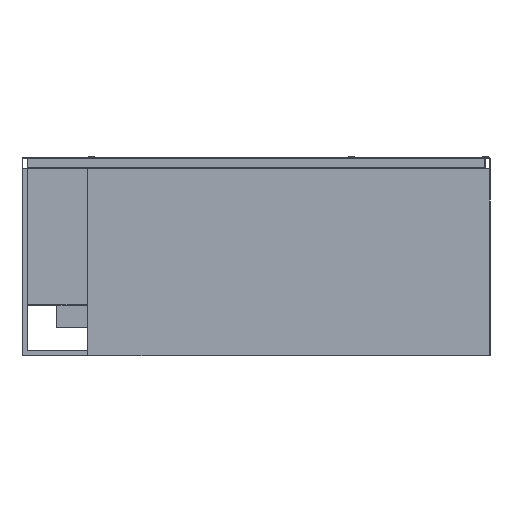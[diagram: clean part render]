
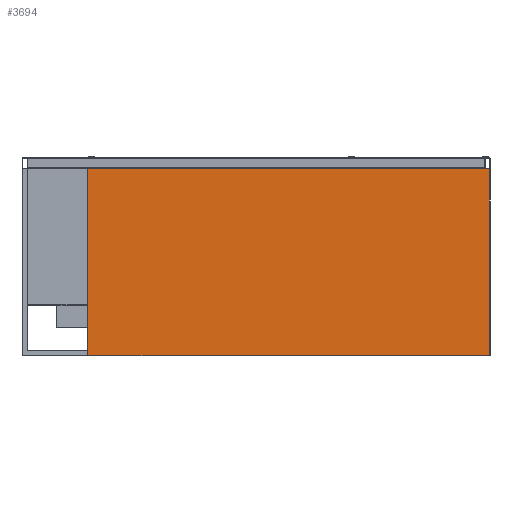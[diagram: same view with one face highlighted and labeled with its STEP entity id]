
A CAD part, front view. The second image highlights one B-rep face of the part: STEP entity #3694.
In plain terms, the highlighted planar face has unit normal (0, -1, 0).
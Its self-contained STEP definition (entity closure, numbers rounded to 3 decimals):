
#192 = CARTESIAN_POINT ( 'NONE',  ( -772.5, -230., -758. ) ) ;
#784 = DIRECTION ( 'NONE',  ( 0., 0., -1. ) ) ;
#866 = ORIENTED_EDGE ( 'NONE', *, *, #15698, .T. ) ;
#981 = CARTESIAN_POINT ( 'NONE',  ( -772.5, -230., -760. ) ) ;
#1091 = ORIENTED_EDGE ( 'NONE', *, *, #7600, .T. ) ;
#1602 = VERTEX_POINT ( 'NONE', #7907 ) ;
#2068 = VERTEX_POINT ( 'NONE', #5635 ) ;
#3197 = VERTEX_POINT ( 'NONE', #6763 ) ;
#3338 = LINE ( 'NONE', #6071, #12498 ) ;
#3694 = ADVANCED_FACE ( 'Fl�che8', ( #8452 ), #11804, .T. ) ;
#3896 = EDGE_LOOP ( 'NONE', ( #1091, #15444, #8049, #866 ) ) ;
#4391 = CARTESIAN_POINT ( 'NONE',  ( -770.5, -230., -42. ) ) ;
#5614 = DIRECTION ( 'NONE',  ( 0., -1., 0. ) ) ;
#5635 = CARTESIAN_POINT ( 'NONE',  ( 770.5, -230., -758. ) ) ;
#6071 = CARTESIAN_POINT ( 'NONE',  ( -772.5, -230., -42. ) ) ;
#6763 = CARTESIAN_POINT ( 'NONE',  ( -770.5, -230., -758. ) ) ;
#7600 = EDGE_CURVE ( 'NONE', #1602, #15778, #3338, .T. ) ;
#7865 = DIRECTION ( 'NONE',  ( 1., 0., 0. ) ) ;
#7907 = CARTESIAN_POINT ( 'NONE',  ( 770.5, -230., -42. ) ) ;
#8049 = ORIENTED_EDGE ( 'NONE', *, *, #13786, .T. ) ;
#8452 = FACE_OUTER_BOUND ( 'NONE', #3896, .T. ) ;
#10143 = AXIS2_PLACEMENT_3D ( 'NONE', #981, #5614, #784 ) ;
#11583 = CARTESIAN_POINT ( 'NONE',  ( 770.5, -230., -760. ) ) ;
#11804 = PLANE ( 'NONE',  #10143 ) ;
#12498 = VECTOR ( 'NONE', #15692, 1000. ) ;
#12902 = DIRECTION ( 'NONE',  ( 0., 0., -1. ) ) ;
#13314 = DIRECTION ( 'NONE',  ( 0., 0., 1. ) ) ;
#13786 = EDGE_CURVE ( 'NONE', #3197, #2068, #15462, .T. ) ;
#14783 = VECTOR ( 'NONE', #13314, 1000. ) ;
#14892 = VECTOR ( 'NONE', #7865, 1000. ) ;
#15444 = ORIENTED_EDGE ( 'NONE', *, *, #16709, .T. ) ;
#15462 = LINE ( 'NONE', #192, #14892 ) ;
#15470 = VECTOR ( 'NONE', #12902, 1000. ) ;
#15692 = DIRECTION ( 'NONE',  ( -1., 0., 0. ) ) ;
#15698 = EDGE_CURVE ( 'NONE', #2068, #1602, #17853, .T. ) ;
#15778 = VERTEX_POINT ( 'NONE', #4391 ) ;
#16709 = EDGE_CURVE ( 'NONE', #15778, #3197, #19354, .T. ) ;
#17853 = LINE ( 'NONE', #11583, #14783 ) ;
#19251 = CARTESIAN_POINT ( 'NONE',  ( -770.5, -230., -760. ) ) ;
#19354 = LINE ( 'NONE', #19251, #15470 ) ;
